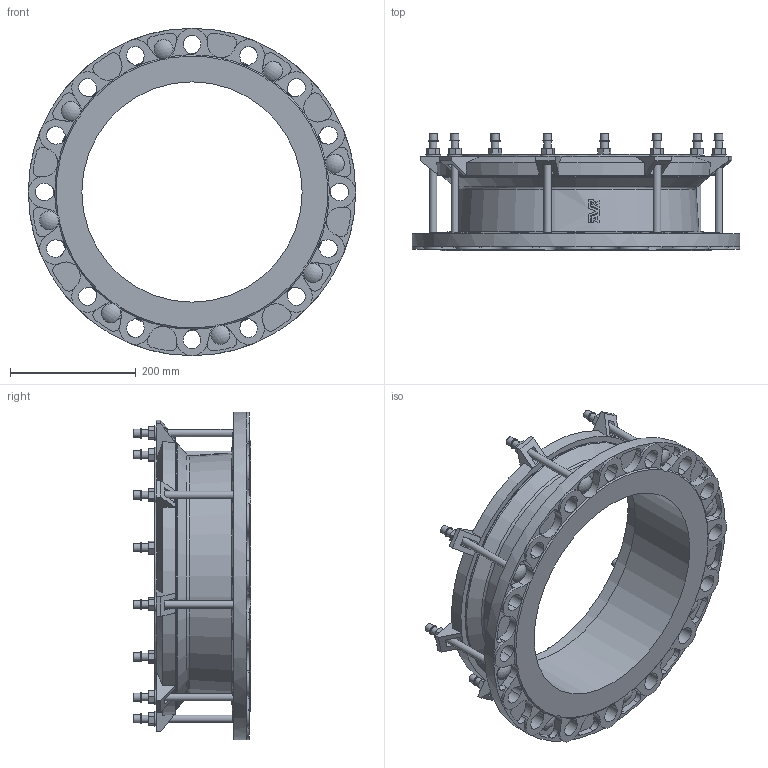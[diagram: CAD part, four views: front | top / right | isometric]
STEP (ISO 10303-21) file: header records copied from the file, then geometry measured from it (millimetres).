
FILE_DESCRIPTION (( 'STEP AP214' ), '1' );
FILE_NAME ('O_603_A_DN350_352-378mm_STEP.STEP', '2015-06-25T02:03:16', ( '' ), ( '' ), 'SwSTEP 2.0', 'SolidWorks 2012', '' );
FILE_SCHEMA (( 'AUTOMOTIVE_DESIGN' ));
Length unit declared in the file: millimetre
Products named in the file (1): O_603_A_DN350_352-378mm_STEP
Bounding box: 520 x 186 x 520 mm (x, y, z)
Volume: 6046482.6 mm3; surface area: 788768.3 mm2
Topology: 1 solids, 1 shells, 654 faces, 1788 edges, 1147 vertices
Faces by surface type: plane 397, cylinder 196, cone 48, sphere 8, torus 3, bspline 2
Full cylindrical faces by diameter (mm): 12 x16, 13 x8, 16 x8, 24 x8, 30 x8, 350 x1, 378 x1, 391 x1, 520 x1
Entity records: 26230 total; most frequent: CARTESIAN_POINT 6123, ORIENTED_EDGE 3416, DIRECTION 3403, EDGE_CURVE 1708, AXIS2_PLACEMENT_3D 1249, VERTEX_POINT 1127, LINE 905, VECTOR 905
